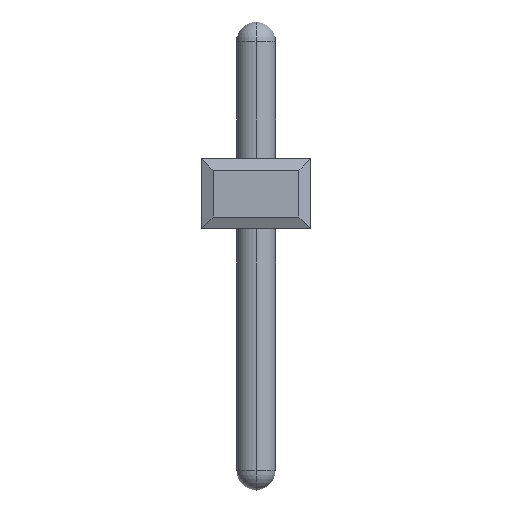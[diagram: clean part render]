
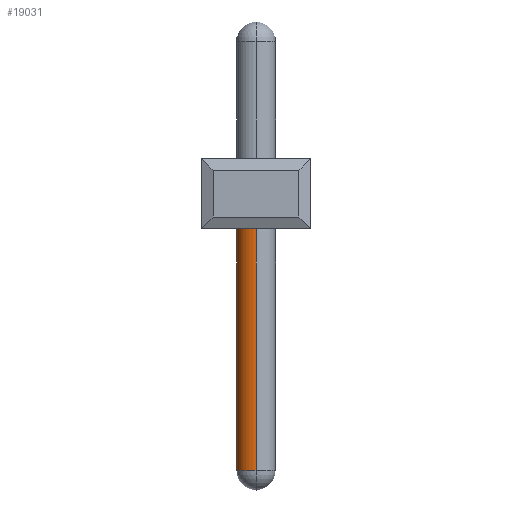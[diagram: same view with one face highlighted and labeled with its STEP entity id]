
A CAD part, front view. The second image highlights one B-rep face of the part: STEP entity #19031.
In plain terms, the highlighted cylindrical face has radius 0.5 mm (diameter 1 mm), a partial arc.
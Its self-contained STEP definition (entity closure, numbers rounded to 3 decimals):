
#6607=CARTESIAN_POINT('',(1.4,-75.25,0.2));
#6608=DIRECTION('',(0.,0.,1.));
#6609=DIRECTION('',(0.,1.,0.));
#6610=AXIS2_PLACEMENT_3D('',#6607,#6608,#6609);
#6621=CARTESIAN_POINT('',(1.4,-75.25,-6.2));
#6622=DIRECTION('',(0.,0.,1.));
#6623=DIRECTION('',(0.,1.,0.));
#6624=AXIS2_PLACEMENT_3D('',#6621,#6622,#6623);
#6626=DIRECTION('',(0.,0.,1.));
#6627=VECTOR('',#6626,6.4);
#6628=CARTESIAN_POINT('',(1.4,-74.75,-6.2));
#6629=LINE('',#6628,#6627);
#6635=DIRECTION('',(0.,0.,1.));
#6636=VECTOR('',#6635,6.4);
#6637=CARTESIAN_POINT('',(1.4,-75.75,-6.2));
#6638=LINE('',#6637,#6636);
#8462=CARTESIAN_POINT('',(1.4,-74.75,-6.2));
#8464=VERTEX_POINT('',#8462);
#8469=CARTESIAN_POINT('',(1.4,-75.75,-6.2));
#8470=VERTEX_POINT('',#8469);
#8473=CARTESIAN_POINT('',(1.4,-74.75,0.2));
#8474=CARTESIAN_POINT('',(1.4,-75.75,0.2));
#8475=VERTEX_POINT('',#8473);
#8476=VERTEX_POINT('',#8474);
#19017=CARTESIAN_POINT('',(1.4,-75.25,-7.3));
#19018=DIRECTION('',(0.,0.,1.));
#19019=DIRECTION('',(0.,1.,0.));
#19020=AXIS2_PLACEMENT_3D('',#19017,#19018,#19019);
#19021=CYLINDRICAL_SURFACE('',#19020,0.5);
#19022=ORIENTED_EDGE('',*,*,#18998,.T.);
#19024=ORIENTED_EDGE('',*,*,#19023,.F.);
#19026=ORIENTED_EDGE('',*,*,#19025,.F.);
#19028=ORIENTED_EDGE('',*,*,#19027,.T.);
#19029=EDGE_LOOP('',(#19022,#19024,#19026,#19028));
#19030=FACE_OUTER_BOUND('',#19029,.F.);
#19031=ADVANCED_FACE('',(#19030),#19021,.T.);
#6611=CIRCLE('',#6610,0.5);
#6625=CIRCLE('',#6624,0.5);
#18998=EDGE_CURVE('',#8475,#8476,#6611,.T.);
#19023=EDGE_CURVE('',#8470,#8476,#6638,.T.);
#19025=EDGE_CURVE('',#8464,#8470,#6625,.T.);
#19027=EDGE_CURVE('',#8464,#8475,#6629,.T.);
